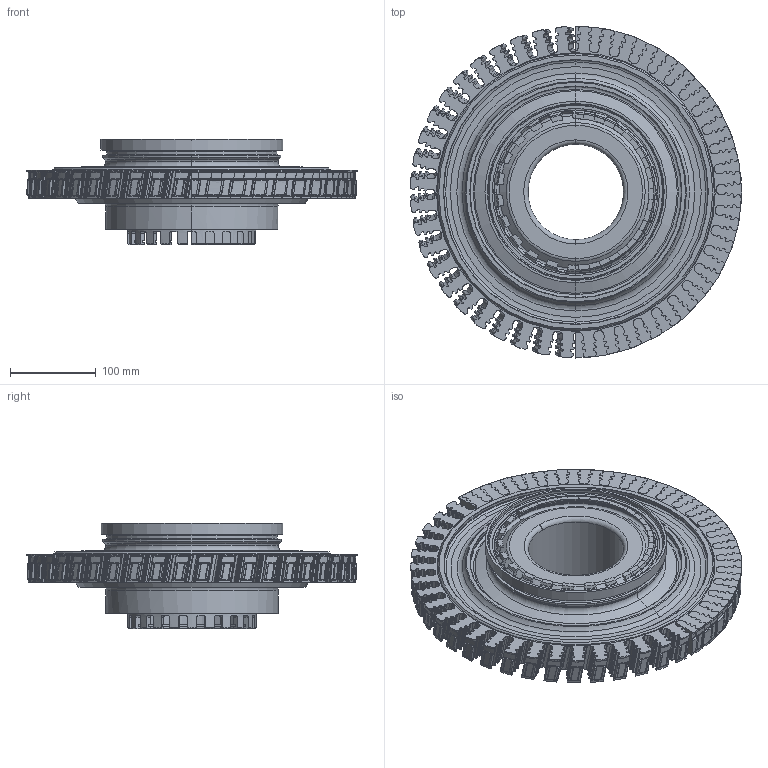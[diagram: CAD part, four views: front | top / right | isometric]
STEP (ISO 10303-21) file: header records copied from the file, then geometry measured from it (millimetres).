
FILE_DESCRIPTION(/* description */ (''),/* implementation_level */ '2;1');
FILE_NAME(/* name */ '30G7301_A.stp',/* time_stamp */ '2021-01-26T13:17:08-05:00',/* author */ (''),/* organization */ (''),/* preprocessor_version */ 'ST-DEVELOPER v16.7',/* originating_system */ 'SIEMENS PLM Software NX 1899',/* authorisation */ '');
FILE_SCHEMA (('AUTOMOTIVE_DESIGN { 1 0 10303 214 3 1 1 1 }'));
Length unit declared in the file: inch
Products named in the file (1): 30G7301_A
Bounding box: 386.93 x 387.4 x 122.78 mm (x, y, z)
Volume: 6534739.9 mm3; surface area: 699533.2 mm2
Topology: 2 solids, 2 shells, 4053 faces, 12074 edges, 8035 vertices
Faces by surface type: cylinder 2211, plane 1309, torus 282, cone 251
Full cylindrical faces by diameter (mm): 111.404 x1, 136.5 x1, 149.708 x1, 187.427 x1, 195.25 x1, 198.679 x1, 201.016 x1, 204.622 x1, 208.077 x1, 211.988 x1, 246.507 x1, 308.381 x1
Entity records: 150509 total; most frequent: CARTESIAN_POINT 42029, ORIENTED_EDGE 24014, DIRECTION 22348, EDGE_CURVE 12007, AXIS2_PLACEMENT_3D 8663, VERTEX_POINT 8026, LINE 5022, VECTOR 5022
